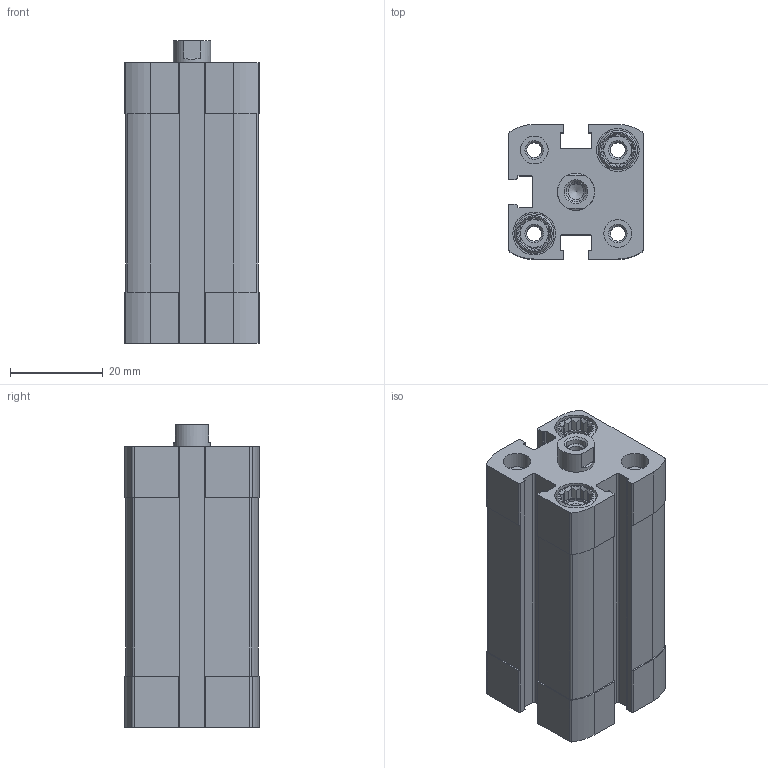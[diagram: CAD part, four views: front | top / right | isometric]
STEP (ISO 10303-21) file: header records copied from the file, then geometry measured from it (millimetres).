
FILE_DESCRIPTION(/* description */ ('STEP AP214'),/* implementation_level */ '2;1');
FILE_NAME(/* name */ '557042_ADN-5_8-1-I-P-A',/* time_stamp */ '2024-07-30T17:38:08+02:00',/* author */ ('License CC BY-ND 4.0'),/* organization */ ('CADENAS'),/* preprocessor_version */ 'ST-DEVELOPER v19.3',/* originating_system */ 'PARTsolutions',/* authorisation */ ' ');
FILE_SCHEMA (('AUTOMOTIVE_DESIGN {1 0 10303 214 3 1 1}'));
Length unit declared in the file: millimetre
Products named in the file (3): 557042 ADN-5/8"-1"-I-P-A--(10); 557042 ADN-1_(HS); 557042 ADN-1-I_(PS)
Assembly tree (2 placements, depth 2):
  557042 ADN-5/8"-1"-I-P-A--(10)
    557042 ADN-1_(HS)
    557042 ADN-1-I_(PS)
Bounding box: 29 x 29 x 65.1 mm (x, y, z)
Volume: 35821.1 mm3; surface area: 18857 mm2
Topology: 2 solids, 2 shells, 299 faces, 769 edges, 509 vertices
Faces by surface type: plane 187, cylinder 91, cone 21
Full cylindrical faces by diameter (mm): 3.242 x8, 3.401 x1, 3.967 x2, 4 x4, 4.3 x1, 6 x8, 8 x2, 8.5 x4, 9 x1, 9.2 x4, 15.875 x2
Entity records: 8873 total; most frequent: CARTESIAN_POINT 1787, DIRECTION 1412, ORIENTED_EDGE 1398, EDGE_CURVE 699, AXIS2_PLACEMENT_3D 507, VERTEX_POINT 498, FACE_BOUND 401, EDGE_LOOP 400
